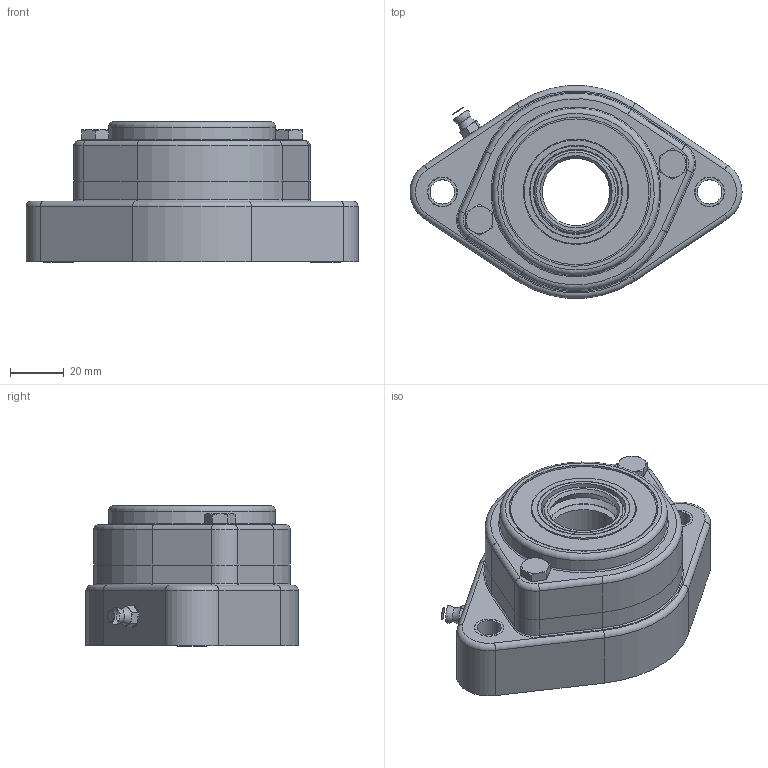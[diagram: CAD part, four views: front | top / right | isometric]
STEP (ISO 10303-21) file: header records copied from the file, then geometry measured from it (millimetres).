
FILE_DESCRIPTION(/* description */ (''),/* implementation_level */ '2;1');
FILE_NAME(/* name */ 'NGB25F21.stp',/* time_stamp */ '2024-09-27T08:00:31+02:00',/* author */ ('rkk'),/* organization */ (''),/* preprocessor_version */ 'ST-DEVELOPER v19.2',/* originating_system */ 'Autodesk Inventor 2023',/* authorisation */ '');
FILE_SCHEMA (('AUTOMOTIVE_DESIGN { 1 0 10303 214 3 1 1 }'));
Length unit declared in the file: millimetre
Products named in the file (1): Part9
Bounding box: 123 x 78.72 x 52.15 mm (x, y, z)
Volume: 198645.6 mm3; surface area: 61897.8 mm2
Topology: 6 solids, 17 shells, 394 faces, 930 edges, 593 vertices
Faces by surface type: plane 142, cylinder 132, cone 60, torus 55, sphere 5
Full cylindrical faces by diameter (mm): 2.4 x1, 3 x1, 4.917 x2, 5.459 x2, 6 x5, 6.5 x2, 8 x2, 8.7 x2, 9 x4, 11 x2, 25 x2, 29.2 x2, 30.5 x2, 31.5 x2, 32.87 x2, 34.45 x1, 35 x2, 37.5 x1, 38.5 x1, 39 x1, 42.35 x1, 43.93 x4, 54 x2, 55.2 x1, 60.5 x2, 62 x1
Entity records: 12400 total; most frequent: CARTESIAN_POINT 2471, DIRECTION 2117, ORIENTED_EDGE 1870, EDGE_CURVE 935, AXIS2_PLACEMENT_3D 890, VERTEX_POINT 617, CIRCLE 495, EDGE_LOOP 474
